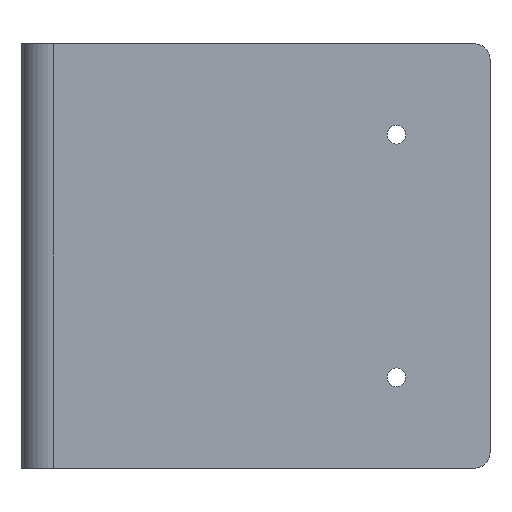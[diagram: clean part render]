
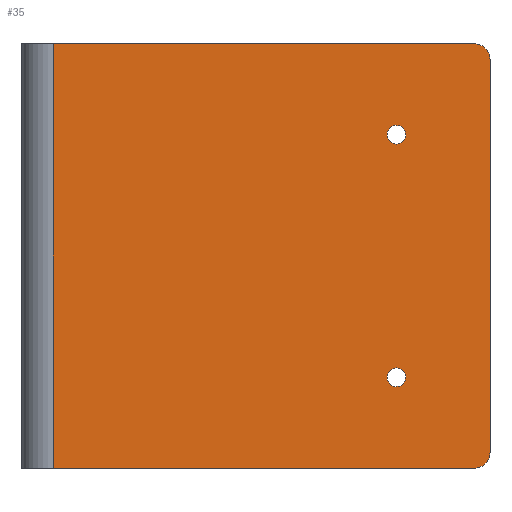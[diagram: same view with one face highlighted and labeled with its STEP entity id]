
A CAD part, front view. The second image highlights one B-rep face of the part: STEP entity #35.
In plain terms, the highlighted planar face has unit normal (0, -1, 0).
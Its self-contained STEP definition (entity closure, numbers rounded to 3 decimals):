
#20 = ORIENTED_EDGE ( 'NONE', *, *, #320, .T. ) ;
#35 = ADVANCED_FACE ( 'NONE', ( #1002, #1936, #835 ), #90, .F. ) ;
#90 = PLANE ( 'NONE',  #254 ) ;
#173 = DIRECTION ( 'NONE',  ( 0., -1., 0. ) ) ;
#194 = CARTESIAN_POINT ( 'NONE',  ( -15.419, -48.101, 0. ) ) ;
#200 = CARTESIAN_POINT ( 'NONE',  ( 59.581, -48.101, 68. ) ) ;
#226 = VECTOR ( 'NONE', #1261, 1000. ) ;
#239 = CARTESIAN_POINT ( 'NONE',  ( 44.581, -48.101, 16.071 ) ) ;
#241 = VERTEX_POINT ( 'NONE', #2193 ) ;
#254 = AXIS2_PLACEMENT_3D ( 'NONE', #824, #1555, #2281 ) ;
#299 = AXIS2_PLACEMENT_3D ( 'NONE', #687, #503, #1968 ) ;
#317 = ORIENTED_EDGE ( 'NONE', *, *, #2364, .T. ) ;
#320 = EDGE_CURVE ( 'NONE', #1228, #547, #2041, .T. ) ;
#333 = ORIENTED_EDGE ( 'NONE', *, *, #1296, .T. ) ;
#334 = CIRCLE ( 'NONE', #1563, 1.5 ) ;
#336 = EDGE_CURVE ( 'NONE', #1348, #1922, #334, .T. ) ;
#349 = ORIENTED_EDGE ( 'NONE', *, *, #1817, .F. ) ;
#377 = CARTESIAN_POINT ( 'NONE',  ( -10.419, -48.101, 0. ) ) ;
#458 = CIRCLE ( 'NONE', #1636, 2.5 ) ;
#475 = ORIENTED_EDGE ( 'NONE', *, *, #483, .F. ) ;
#483 = EDGE_CURVE ( 'NONE', #1266, #892, #1172, .T. ) ;
#503 = DIRECTION ( 'NONE',  ( 0., -1., 0. ) ) ;
#519 = ORIENTED_EDGE ( 'NONE', *, *, #1840, .T. ) ;
#537 = CARTESIAN_POINT ( 'NONE',  ( 44.581, -48.101, 54.929 ) ) ;
#541 = LINE ( 'NONE', #926, #906 ) ;
#547 = VERTEX_POINT ( 'NONE', #1119 ) ;
#598 = CARTESIAN_POINT ( 'NONE',  ( 59.581, -48.101, 65.5 ) ) ;
#669 = CARTESIAN_POINT ( 'NONE',  ( -10.419, -48.101, 68. ) ) ;
#687 = CARTESIAN_POINT ( 'NONE',  ( 44.581, -48.101, 14.571 ) ) ;
#713 = DIRECTION ( 'NONE',  ( 0., 0., -1. ) ) ;
#728 = CARTESIAN_POINT ( 'NONE',  ( 57.081, -48.101, 0. ) ) ;
#750 = CARTESIAN_POINT ( 'NONE',  ( 57.081, -48.101, 65.5 ) ) ;
#772 = CARTESIAN_POINT ( 'NONE',  ( 44.581, -48.101, 53.429 ) ) ;
#791 = DIRECTION ( 'NONE',  ( 0., -1., 0. ) ) ;
#793 = ORIENTED_EDGE ( 'NONE', *, *, #2176, .F. ) ;
#824 = CARTESIAN_POINT ( 'NONE',  ( -15.419, -48.101, 68. ) ) ;
#835 = FACE_OUTER_BOUND ( 'NONE', #2067, .T. ) ;
#836 = CIRCLE ( 'NONE', #299, 1.5 ) ;
#878 = LINE ( 'NONE', #200, #226 ) ;
#892 = VERTEX_POINT ( 'NONE', #537 ) ;
#906 = VECTOR ( 'NONE', #1091, 1000. ) ;
#915 = DIRECTION ( 'NONE',  ( 0., 0., -1. ) ) ;
#926 = CARTESIAN_POINT ( 'NONE',  ( -15.419, -48.101, 68. ) ) ;
#946 = CIRCLE ( 'NONE', #1565, 1.5 ) ;
#960 = VERTEX_POINT ( 'NONE', #1071 ) ;
#1002 = FACE_BOUND ( 'NONE', #1139, .T. ) ;
#1012 = AXIS2_PLACEMENT_3D ( 'NONE', #1147, #791, #1896 ) ;
#1071 = CARTESIAN_POINT ( 'NONE',  ( 57.081, -48.101, 68. ) ) ;
#1091 = DIRECTION ( 'NONE',  ( 1., 0., 0. ) ) ;
#1119 = CARTESIAN_POINT ( 'NONE',  ( 59.581, -48.101, 2.5 ) ) ;
#1139 = EDGE_LOOP ( 'NONE', ( #1866, #793 ) ) ;
#1147 = CARTESIAN_POINT ( 'NONE',  ( 57.081, -48.101, 2.5 ) ) ;
#1172 = CIRCLE ( 'NONE', #1820, 1.5 ) ;
#1228 = VERTEX_POINT ( 'NONE', #728 ) ;
#1261 = DIRECTION ( 'NONE',  ( 0., 0., -1. ) ) ;
#1266 = VERTEX_POINT ( 'NONE', #1292 ) ;
#1292 = CARTESIAN_POINT ( 'NONE',  ( 44.581, -48.101, 51.929 ) ) ;
#1296 = EDGE_CURVE ( 'NONE', #241, #1750, #1443, .T. ) ;
#1343 = LINE ( 'NONE', #194, #1752 ) ;
#1348 = VERTEX_POINT ( 'NONE', #1588 ) ;
#1354 = ORIENTED_EDGE ( 'NONE', *, *, #1760, .F. ) ;
#1443 = LINE ( 'NONE', #669, #2350 ) ;
#1477 = DIRECTION ( 'NONE',  ( 0., -1., 0. ) ) ;
#1498 = DIRECTION ( 'NONE',  ( 0., -1., 0. ) ) ;
#1499 = CARTESIAN_POINT ( 'NONE',  ( 44.581, -48.101, 53.429 ) ) ;
#1517 = EDGE_LOOP ( 'NONE', ( #475, #2038 ) ) ;
#1521 = VERTEX_POINT ( 'NONE', #598 ) ;
#1555 = DIRECTION ( 'NONE',  ( 0., 1., 0. ) ) ;
#1563 = AXIS2_PLACEMENT_3D ( 'NONE', #1912, #2266, #1730 ) ;
#1565 = AXIS2_PLACEMENT_3D ( 'NONE', #772, #1498, #2234 ) ;
#1588 = CARTESIAN_POINT ( 'NONE',  ( 44.581, -48.101, 13.071 ) ) ;
#1636 = AXIS2_PLACEMENT_3D ( 'NONE', #750, #173, #2151 ) ;
#1667 = DIRECTION ( 'NONE',  ( 1., 0., 0. ) ) ;
#1730 = DIRECTION ( 'NONE',  ( 0., 0., -1. ) ) ;
#1750 = VERTEX_POINT ( 'NONE', #377 ) ;
#1752 = VECTOR ( 'NONE', #1667, 1000. ) ;
#1760 = EDGE_CURVE ( 'NONE', #241, #960, #541, .T. ) ;
#1817 = EDGE_CURVE ( 'NONE', #1521, #547, #878, .T. ) ;
#1820 = AXIS2_PLACEMENT_3D ( 'NONE', #1499, #1477, #915 ) ;
#1840 = EDGE_CURVE ( 'NONE', #1521, #960, #458, .T. ) ;
#1866 = ORIENTED_EDGE ( 'NONE', *, *, #336, .F. ) ;
#1896 = DIRECTION ( 'NONE',  ( -1., 0., 0. ) ) ;
#1912 = CARTESIAN_POINT ( 'NONE',  ( 44.581, -48.101, 14.571 ) ) ;
#1922 = VERTEX_POINT ( 'NONE', #239 ) ;
#1936 = FACE_BOUND ( 'NONE', #1517, .T. ) ;
#1968 = DIRECTION ( 'NONE',  ( 0., 0., -1. ) ) ;
#1970 = EDGE_CURVE ( 'NONE', #892, #1266, #946, .T. ) ;
#2038 = ORIENTED_EDGE ( 'NONE', *, *, #1970, .F. ) ;
#2041 = CIRCLE ( 'NONE', #1012, 2.5 ) ;
#2067 = EDGE_LOOP ( 'NONE', ( #317, #20, #349, #519, #1354, #333 ) ) ;
#2151 = DIRECTION ( 'NONE',  ( -1., 0., 0. ) ) ;
#2176 = EDGE_CURVE ( 'NONE', #1922, #1348, #836, .T. ) ;
#2193 = CARTESIAN_POINT ( 'NONE',  ( -10.419, -48.101, 68. ) ) ;
#2234 = DIRECTION ( 'NONE',  ( 0., 0., -1. ) ) ;
#2266 = DIRECTION ( 'NONE',  ( 0., -1., 0. ) ) ;
#2281 = DIRECTION ( 'NONE',  ( -1., 0., 0. ) ) ;
#2350 = VECTOR ( 'NONE', #713, 1000. ) ;
#2364 = EDGE_CURVE ( 'NONE', #1750, #1228, #1343, .T. ) ;
